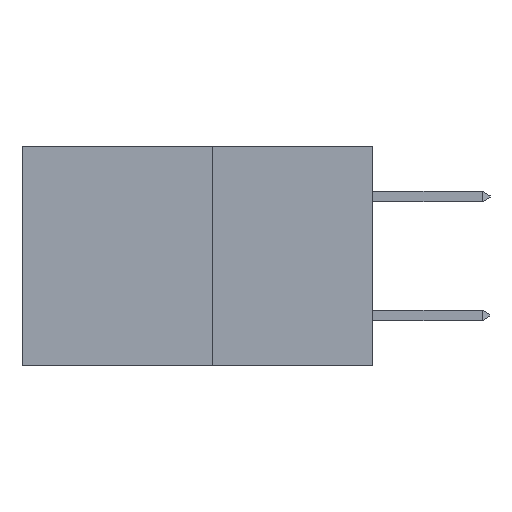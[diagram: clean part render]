
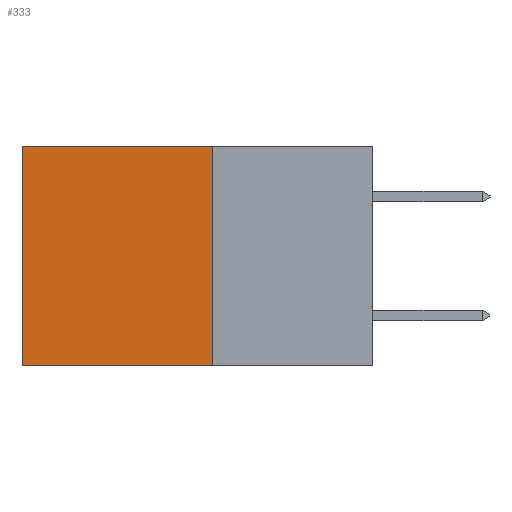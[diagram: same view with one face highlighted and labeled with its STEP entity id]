
A CAD part, left-side view. The second image highlights one B-rep face of the part: STEP entity #333.
In plain terms, the highlighted planar face has unit normal (-1, 0, 0).
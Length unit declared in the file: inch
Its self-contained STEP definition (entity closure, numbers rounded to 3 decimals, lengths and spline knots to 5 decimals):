
#27 = EDGE_LOOP ( 'NONE', ( #6792, #5387, #647, #3440 ) ) ;
#62 = DIRECTION ( 'NONE',  ( 0., 1., 0. ) ) ;
#333 = ADVANCED_FACE ( 'NONE', ( #5012 ), #3515, .F. ) ;
#647 = ORIENTED_EDGE ( 'NONE', *, *, #1849, .F. ) ;
#661 = EDGE_CURVE ( 'NONE', #5712, #3089, #6026, .T. ) ;
#778 = CARTESIAN_POINT ( 'NONE',  ( 0.277, 0.59, -0.37 ) ) ;
#1057 = VECTOR ( 'NONE', #4051, 39.37008 ) ;
#1165 = VERTEX_POINT ( 'NONE', #5128 ) ;
#1761 = CARTESIAN_POINT ( 'NONE',  ( 0.277, 0.27, 0. ) ) ;
#1849 = EDGE_CURVE ( 'NONE', #2148, #5712, #4342, .T. ) ;
#1854 = DIRECTION ( 'NONE',  ( 0., 0., -1. ) ) ;
#2148 = VERTEX_POINT ( 'NONE', #1761 ) ;
#2341 = CARTESIAN_POINT ( 'NONE',  ( 0.277, 0.27, -0.37 ) ) ;
#3089 = VERTEX_POINT ( 'NONE', #778 ) ;
#3440 = ORIENTED_EDGE ( 'NONE', *, *, #5814, .T. ) ;
#3515 = PLANE ( 'NONE',  #7273 ) ;
#3642 = VECTOR ( 'NONE', #4041, 39.37008 ) ;
#3753 = DIRECTION ( 'NONE',  ( 0., 0., -1. ) ) ;
#3887 = DIRECTION ( 'NONE',  ( 1., 0., 0. ) ) ;
#4041 = DIRECTION ( 'NONE',  ( 0., 1., 0. ) ) ;
#4051 = DIRECTION ( 'NONE',  ( 0., 0., -1. ) ) ;
#4342 = LINE ( 'NONE', #5787, #1057 ) ;
#4453 = VECTOR ( 'NONE', #62, 39.37008 ) ;
#4887 = LINE ( 'NONE', #8167, #7897 ) ;
#5012 = FACE_OUTER_BOUND ( 'NONE', #27, .T. ) ;
#5128 = CARTESIAN_POINT ( 'NONE',  ( 0.277, 0.59, 0. ) ) ;
#5152 = CARTESIAN_POINT ( 'NONE',  ( 0.277, 0.27, -0.37 ) ) ;
#5289 = LINE ( 'NONE', #5313, #3642 ) ;
#5313 = CARTESIAN_POINT ( 'NONE',  ( 0.277, 0.27, 0. ) ) ;
#5387 = ORIENTED_EDGE ( 'NONE', *, *, #661, .F. ) ;
#5712 = VERTEX_POINT ( 'NONE', #5152 ) ;
#5787 = CARTESIAN_POINT ( 'NONE',  ( 0.277, 0.27, -0.37 ) ) ;
#5814 = EDGE_CURVE ( 'NONE', #2148, #1165, #5289, .T. ) ;
#6026 = LINE ( 'NONE', #2341, #4453 ) ;
#6792 = ORIENTED_EDGE ( 'NONE', *, *, #8514, .T. ) ;
#6984 = CARTESIAN_POINT ( 'NONE',  ( 0.277, 0.27, -0.37 ) ) ;
#7273 = AXIS2_PLACEMENT_3D ( 'NONE', #6984, #3887, #3753 ) ;
#7897 = VECTOR ( 'NONE', #1854, 39.37008 ) ;
#8167 = CARTESIAN_POINT ( 'NONE',  ( 0.277, 0.59, -0.37 ) ) ;
#8514 = EDGE_CURVE ( 'NONE', #1165, #3089, #4887, .T. ) ;
